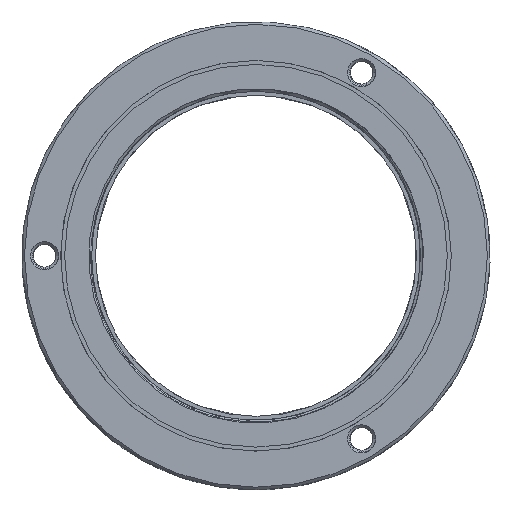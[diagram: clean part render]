
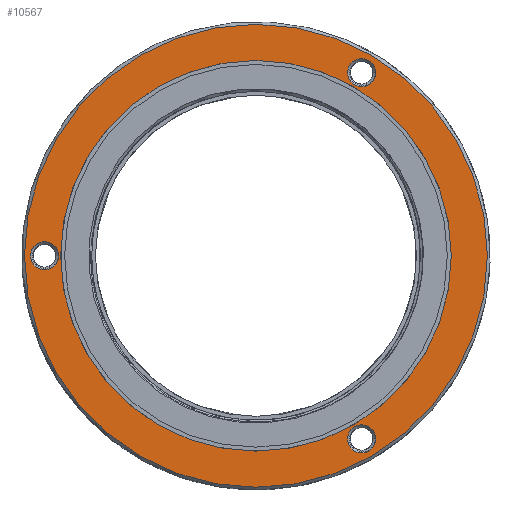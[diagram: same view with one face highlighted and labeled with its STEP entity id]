
A CAD part, left-side view. The second image highlights one B-rep face of the part: STEP entity #10567.
In plain terms, the highlighted planar face has unit normal (-1, 0, 0).
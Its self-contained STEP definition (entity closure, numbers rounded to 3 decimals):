
#478 = DIRECTION ( 'NONE',  ( 0., 0., -1. ) ) ;
#816 = VERTEX_POINT ( 'NONE', #15416 ) ;
#935 = CIRCLE ( 'NONE', #1729, 17.3 ) ;
#1225 = CIRCLE ( 'NONE', #12238, 1.05 ) ;
#1729 = AXIS2_PLACEMENT_3D ( 'NONE', #12012, #15902, #2905 ) ;
#2055 = EDGE_CURVE ( 'NONE', #9084, #9084, #9358, .T. ) ;
#2199 = DIRECTION ( 'NONE',  ( 1., 0., 0. ) ) ;
#2905 = DIRECTION ( 'NONE',  ( 0., 0., -1. ) ) ;
#3320 = EDGE_LOOP ( 'NONE', ( #10874 ) ) ;
#3545 = VERTEX_POINT ( 'NONE', #18515 ) ;
#4091 = EDGE_LOOP ( 'NONE', ( #20744 ) ) ;
#4420 = DIRECTION ( 'NONE',  ( 0., 0., -1. ) ) ;
#4626 = PLANE ( 'NONE',  #7793 ) ;
#5755 = ORIENTED_EDGE ( 'NONE', *, *, #21838, .T. ) ;
#7597 = CARTESIAN_POINT ( 'NONE',  ( 8., -7.9, 12.633 ) ) ;
#7744 = EDGE_CURVE ( 'NONE', #22466, #22466, #15980, .T. ) ;
#7780 = AXIS2_PLACEMENT_3D ( 'NONE', #22434, #20568, #14792 ) ;
#7793 = AXIS2_PLACEMENT_3D ( 'NONE', #10124, #8422, #10004 ) ;
#8296 = FACE_BOUND ( 'NONE', #3320, .T. ) ;
#8422 = DIRECTION ( 'NONE',  ( 1., 0., 0. ) ) ;
#8462 = CARTESIAN_POINT ( 'NONE',  ( 8., -7.9, 13.683 ) ) ;
#9084 = VERTEX_POINT ( 'NONE', #14942 ) ;
#9358 = CIRCLE ( 'NONE', #7780, 14.6 ) ;
#10004 = DIRECTION ( 'NONE',  ( 0., 0., -1. ) ) ;
#10040 = DIRECTION ( 'NONE',  ( 1., 0., 0. ) ) ;
#10124 = CARTESIAN_POINT ( 'NONE',  ( 8., 17.5, 0. ) ) ;
#10567 = ADVANCED_FACE ( 'NONE', ( #19817, #23038, #19700, #19326, #8296 ), #4626, .F. ) ;
#10874 = ORIENTED_EDGE ( 'NONE', *, *, #2055, .F. ) ;
#11403 = VERTEX_POINT ( 'NONE', #18881 ) ;
#12012 = CARTESIAN_POINT ( 'NONE',  ( 8., 0., 0. ) ) ;
#12238 = AXIS2_PLACEMENT_3D ( 'NONE', #22598, #2199, #478 ) ;
#12647 = EDGE_CURVE ( 'NONE', #11403, #11403, #1225, .T. ) ;
#13229 = EDGE_LOOP ( 'NONE', ( #21377 ) ) ;
#13655 = AXIS2_PLACEMENT_3D ( 'NONE', #8462, #10040, #4420 ) ;
#14792 = DIRECTION ( 'NONE',  ( 0., 0., 1. ) ) ;
#14904 = DIRECTION ( 'NONE',  ( 1., 0., 0. ) ) ;
#14942 = CARTESIAN_POINT ( 'NONE',  ( 8., 0., 14.6 ) ) ;
#15416 = CARTESIAN_POINT ( 'NONE',  ( 8., -7.9, -14.733 ) ) ;
#15570 = EDGE_LOOP ( 'NONE', ( #22763 ) ) ;
#15902 = DIRECTION ( 'NONE',  ( -1., 0., 0. ) ) ;
#15980 = CIRCLE ( 'NONE', #13655, 1.05 ) ;
#16618 = DIRECTION ( 'NONE',  ( 0., 0., -1. ) ) ;
#18515 = CARTESIAN_POINT ( 'NONE',  ( 8., 0., -17.3 ) ) ;
#18881 = CARTESIAN_POINT ( 'NONE',  ( 8., 15.8, -1.05 ) ) ;
#19326 = FACE_BOUND ( 'NONE', #15570, .T. ) ;
#19700 = FACE_BOUND ( 'NONE', #13229, .T. ) ;
#19817 = FACE_OUTER_BOUND ( 'NONE', #23410, .T. ) ;
#20568 = DIRECTION ( 'NONE',  ( -1., 0., 0. ) ) ;
#20744 = ORIENTED_EDGE ( 'NONE', *, *, #23792, .T. ) ;
#21377 = ORIENTED_EDGE ( 'NONE', *, *, #7744, .T. ) ;
#21838 = EDGE_CURVE ( 'NONE', #3545, #3545, #935, .T. ) ;
#22181 = CARTESIAN_POINT ( 'NONE',  ( 8., -7.9, -13.683 ) ) ;
#22434 = CARTESIAN_POINT ( 'NONE',  ( 8., 0., 0. ) ) ;
#22466 = VERTEX_POINT ( 'NONE', #7597 ) ;
#22584 = CIRCLE ( 'NONE', #23769, 1.05 ) ;
#22598 = CARTESIAN_POINT ( 'NONE',  ( 8., 15.8, 0. ) ) ;
#22763 = ORIENTED_EDGE ( 'NONE', *, *, #12647, .T. ) ;
#23038 = FACE_BOUND ( 'NONE', #4091, .T. ) ;
#23410 = EDGE_LOOP ( 'NONE', ( #5755 ) ) ;
#23769 = AXIS2_PLACEMENT_3D ( 'NONE', #22181, #14904, #16618 ) ;
#23792 = EDGE_CURVE ( 'NONE', #816, #816, #22584, .T. ) ;
